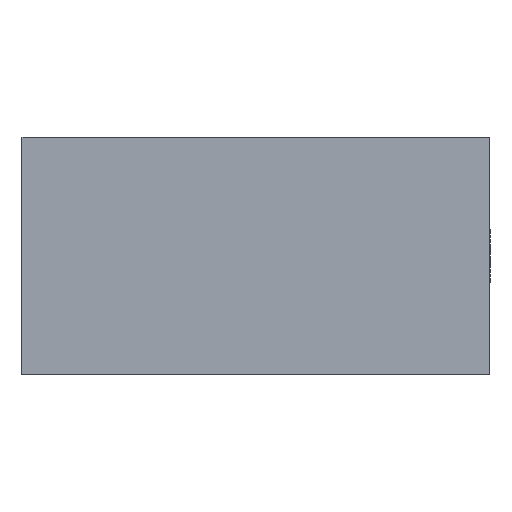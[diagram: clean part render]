
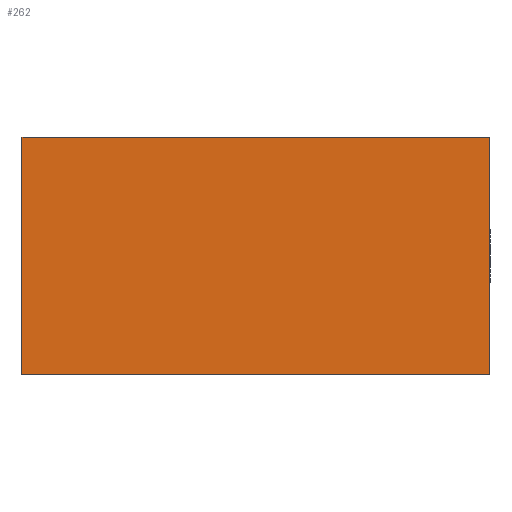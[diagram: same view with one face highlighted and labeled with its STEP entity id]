
A CAD part, left-side view. The second image highlights one B-rep face of the part: STEP entity #262.
In plain terms, the highlighted planar face has unit normal (-1, 0, 0).
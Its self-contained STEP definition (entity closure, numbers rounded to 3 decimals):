
#32=ORIENTED_EDGE('',*,*,#96,.T.);
#33=ORIENTED_EDGE('',*,*,#97,.F.);
#34=ORIENTED_EDGE('',*,*,#98,.F.);
#35=ORIENTED_EDGE('',*,*,#99,.T.);
#96=EDGE_CURVE('',#128,#129,#152,.T.);
#97=EDGE_CURVE('',#130,#129,#153,.T.);
#98=EDGE_CURVE('',#131,#130,#154,.T.);
#99=EDGE_CURVE('',#131,#128,#155,.T.);
#128=VERTEX_POINT('',#384);
#129=VERTEX_POINT('',#385);
#130=VERTEX_POINT('',#387);
#131=VERTEX_POINT('',#389);
#152=LINE('',#383,#176);
#153=LINE('',#386,#177);
#154=LINE('',#388,#178);
#155=LINE('',#390,#179);
#176=VECTOR('',#315,1000.);
#177=VECTOR('',#316,1000.);
#178=VECTOR('',#317,1000.);
#179=VECTOR('',#318,1000.);
#200=EDGE_LOOP('',(#32,#33,#34,#35));
#226=FACE_BOUND('',#200,.T.);
#252=PLANE('',#289);
#262=ADVANCED_FACE('',(#226),#252,.F.);
#289=AXIS2_PLACEMENT_3D('',#382,#313,#314);
#313=DIRECTION('',(1.,0.,0.));
#314=DIRECTION('',(0.,0.,-1.));
#315=DIRECTION('',(0.,-1.,0.));
#316=DIRECTION('',(0.,0.,-1.));
#317=DIRECTION('',(0.,-1.,0.));
#318=DIRECTION('',(0.,0.,-1.));
#382=CARTESIAN_POINT('',(-62.,0.,15.));
#383=CARTESIAN_POINT('',(-62.,0.,0.));
#384=CARTESIAN_POINT('',(-62.,29.5,0.));
#385=CARTESIAN_POINT('',(-62.,0.,0.));
#386=CARTESIAN_POINT('',(-62.,0.,15.));
#387=CARTESIAN_POINT('',(-62.,0.,15.));
#388=CARTESIAN_POINT('',(-62.,0.,15.));
#389=CARTESIAN_POINT('',(-62.,29.5,15.));
#390=CARTESIAN_POINT('',(-62.,29.5,15.));
